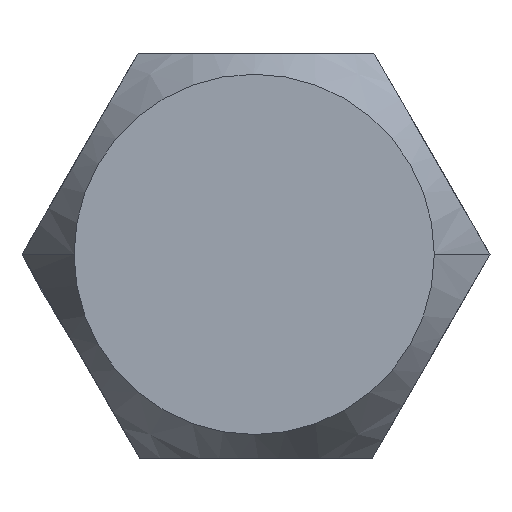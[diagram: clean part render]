
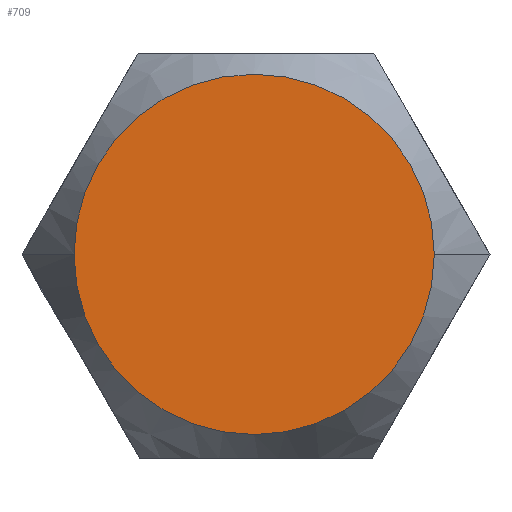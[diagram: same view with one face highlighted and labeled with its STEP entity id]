
A CAD part, front view. The second image highlights one B-rep face of the part: STEP entity #709.
In plain terms, the highlighted planar face has unit normal (0, -1, 0).
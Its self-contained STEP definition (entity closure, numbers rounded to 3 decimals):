
#173 = DIRECTION ( 'NONE',  ( 0., -1., 0. ) ) ;
#306 = EDGE_CURVE ( 'Defeature ausgef�hrt1_19+Defeature ausgef�hrt1_18+Defeature ausgef�hrt1_18+Defeature ausgef�hrt1_18', #2962, #675, #4173, .T. ) ;
#379 = PLANE ( 'NONE',  #2614 ) ;
#511 = CARTESIAN_POINT ( 'NONE',  ( 0., 0., 0. ) ) ;
#648 = CARTESIAN_POINT ( 'NONE',  ( 0.029, 0., 6.3 ) ) ;
#675 = VERTEX_POINT ( 'NONE', #3713 ) ;
#706 = DIRECTION ( 'NONE',  ( -1., 0., 0. ) ) ;
#709 = ADVANCED_FACE ( 'Defeature ausgef�hrt1_19', ( #3618 ), #379, .T. ) ;
#825 = ORIENTED_EDGE ( 'NONE', *, *, #306, .T. ) ;
#939 = CIRCLE ( 'NONE', #4239, 2.8 ) ;
#1127 = DIRECTION ( 'NONE',  ( -1., 0., 0. ) ) ;
#1260 = EDGE_CURVE ( 'Defeature ausgef�hrt1_19+Defeature ausgef�hrt1_18+Defeature ausgef�hrt1_18+Defeature ausgef�hrt1_18', #675, #2962, #939, .T. ) ;
#1752 = CARTESIAN_POINT ( 'NONE',  ( 2.8, 0., 0. ) ) ;
#1887 = EDGE_LOOP ( 'NONE', ( #825, #2354 ) ) ;
#2016 = DIRECTION ( 'NONE',  ( -1., 0., 0. ) ) ;
#2354 = ORIENTED_EDGE ( 'NONE', *, *, #1260, .T. ) ;
#2405 = DIRECTION ( 'NONE',  ( 0., -1., 0. ) ) ;
#2614 = AXIS2_PLACEMENT_3D ( 'NONE', #648, #2758, #706 ) ;
#2758 = DIRECTION ( 'NONE',  ( 0., -1., 0. ) ) ;
#2962 = VERTEX_POINT ( 'NONE', #1752 ) ;
#3108 = CARTESIAN_POINT ( 'NONE',  ( 0., 0., 0. ) ) ;
#3618 = FACE_OUTER_BOUND ( 'NONE', #1887, .T. ) ;
#3713 = CARTESIAN_POINT ( 'NONE',  ( -2.8, 0., 0. ) ) ;
#3935 = AXIS2_PLACEMENT_3D ( 'NONE', #511, #173, #1127 ) ;
#4173 = CIRCLE ( 'NONE', #3935, 2.8 ) ;
#4239 = AXIS2_PLACEMENT_3D ( 'NONE', #3108, #2405, #2016 ) ;
